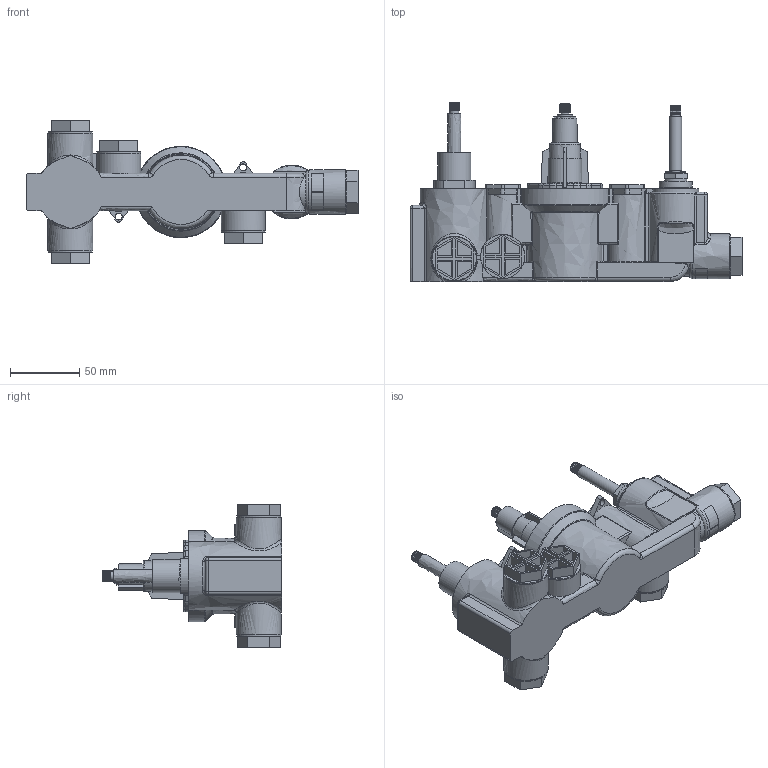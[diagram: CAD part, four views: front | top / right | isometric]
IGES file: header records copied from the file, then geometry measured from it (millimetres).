
Global section: file name: V132-IS; native system: Autodesk Inventor 2018; preprocessor: unknown; author: adaniels; date: 20171018.090456; units: millimetre
Bounding box: 240 x 129.8 x 103 mm (x, y, z)
Volume: 440927 mm3; surface area: 238382.6 mm2
Topology: 34 solids, 39 shells, 1898 faces, 5014 edges, 3308 vertices
Faces by surface type: bspline 1898
